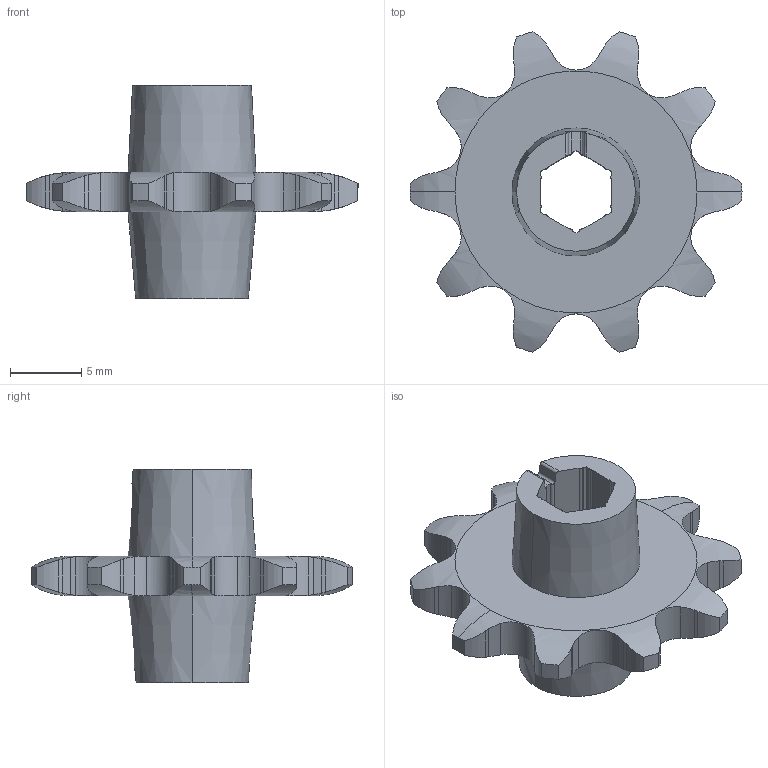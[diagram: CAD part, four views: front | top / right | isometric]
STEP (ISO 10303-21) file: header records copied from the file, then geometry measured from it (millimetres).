
FILE_DESCRIPTION (( 'STEP AP203' ), '1' );
FILE_NAME ('REV-41-1338_Default.step', '2016-09-04T21:43:59', ( '' ), ( '' ), 'SwSTEP 2.0', 'SolidWorks 2015', '' );
FILE_SCHEMA (( 'CONFIG_CONTROL_DESIGN' ));
Length unit declared in the file: inch
Products named in the file (1): REV-41-1338_Default
Bounding box: 23.35 x 22.55 x 15 mm (x, y, z)
Volume: 1226.6 mm3; surface area: 1377.2 mm2
Topology: 1 solids, 1 shells, 146 faces, 432 edges, 288 vertices
Faces by surface type: cylinder 90, plane 48, bspline 4, cone 4
Entity records: 5652 total; most frequent: CARTESIAN_POINT 1982, ORIENTED_EDGE 864, DIRECTION 606, EDGE_CURVE 432, VERTEX_POINT 288, AXIS2_PLACEMENT_3D 213, VECTOR 180, LINE 180
